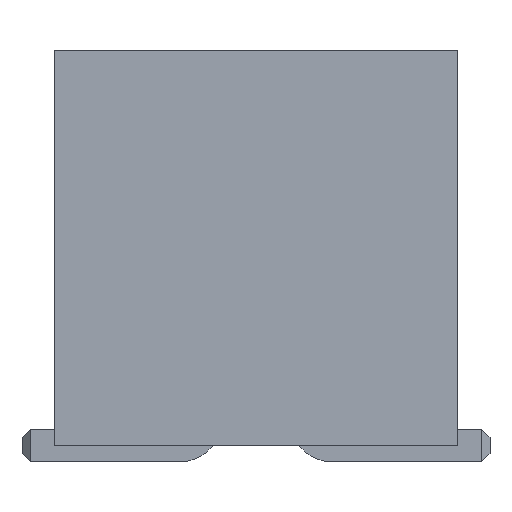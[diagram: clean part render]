
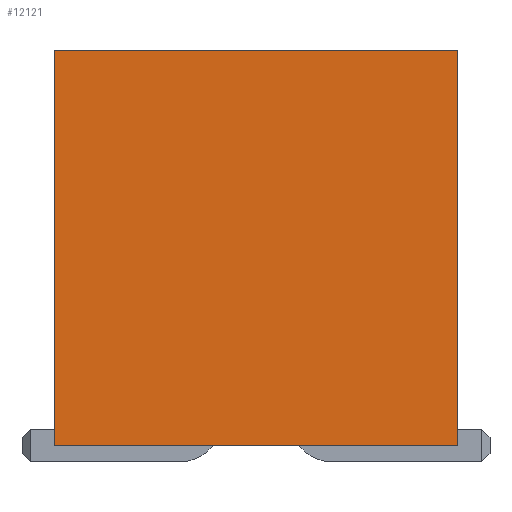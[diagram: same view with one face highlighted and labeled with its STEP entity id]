
A CAD part, front view. The second image highlights one B-rep face of the part: STEP entity #12121.
In plain terms, the highlighted planar face has unit normal (0, -1, 0).
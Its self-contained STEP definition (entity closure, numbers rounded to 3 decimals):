
#1079=FACE_OUTER_BOUND('',#1818,.T.);
#1818=EDGE_LOOP('',(#10704,#10705,#10706,#10707));
#3281=LINE('',#19696,#4768);
#3302=LINE('',#19739,#4789);
#3303=LINE('',#19740,#4790);
#3304=LINE('',#19741,#4791);
#4768=VECTOR('',#16316,10.);
#4789=VECTOR('',#16355,10.);
#4790=VECTOR('',#16356,10.);
#4791=VECTOR('',#16357,10.);
#5770=VERTEX_POINT('',#19693);
#5771=VERTEX_POINT('',#19695);
#5783=VERTEX_POINT('',#19737);
#5784=VERTEX_POINT('',#19738);
#7405=EDGE_CURVE('',#5770,#5771,#3281,.T.);
#7426=EDGE_CURVE('',#5783,#5784,#3302,.T.);
#7427=EDGE_CURVE('',#5784,#5771,#3303,.T.);
#7428=EDGE_CURVE('',#5783,#5770,#3304,.T.);
#10704=ORIENTED_EDGE('',*,*,#7426,.T.);
#10705=ORIENTED_EDGE('',*,*,#7427,.T.);
#10706=ORIENTED_EDGE('',*,*,#7405,.F.);
#10707=ORIENTED_EDGE('',*,*,#7428,.F.);
#11382=PLANE('',#13075);
#12121=ADVANCED_FACE('',(#1079),#11382,.T.);
#13075=AXIS2_PLACEMENT_3D('',#19736,#16353,#16354);
#16316=DIRECTION('',(1.,0.,0.));
#16353=DIRECTION('center_axis',(0.,-1.,0.));
#16354=DIRECTION('ref_axis',(1.,0.,0.));
#16355=DIRECTION('',(1.,0.,0.));
#16356=DIRECTION('',(0.,0.,1.));
#16357=DIRECTION('',(0.,0.,1.));
#19693=CARTESIAN_POINT('',(-2.5,-15.8,4.9));
#19695=CARTESIAN_POINT('',(2.5,-15.8,4.9));
#19696=CARTESIAN_POINT('',(-2.5,-15.8,4.9));
#19736=CARTESIAN_POINT('Origin',(-2.5,-15.8,0.));
#19737=CARTESIAN_POINT('',(-2.5,-15.8,0.));
#19738=CARTESIAN_POINT('',(2.5,-15.8,0.));
#19739=CARTESIAN_POINT('',(-2.5,-15.8,0.));
#19740=CARTESIAN_POINT('',(2.5,-15.8,0.));
#19741=CARTESIAN_POINT('',(-2.5,-15.8,0.));
